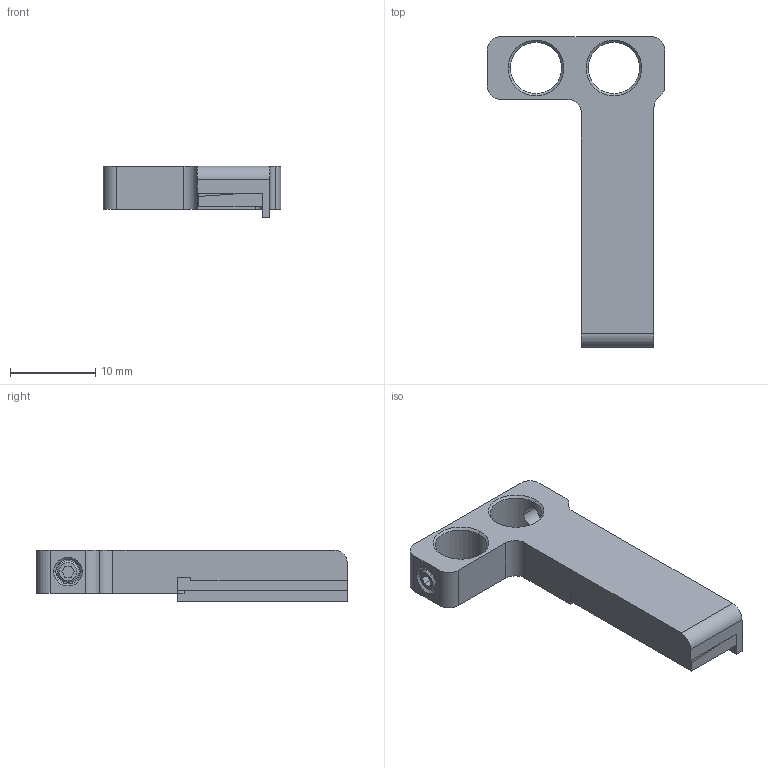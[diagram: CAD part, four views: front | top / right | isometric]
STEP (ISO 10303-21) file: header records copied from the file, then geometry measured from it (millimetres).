
FILE_DESCRIPTION(('FreeCAD Model'),'2;1');
FILE_NAME('Open CASCADE Shape Model','2025-08-10T17:26:55',(''),(''), 'Open CASCADE STEP processor 7.8','FreeCAD','Unknown');
FILE_SCHEMA(('AUTOMOTIVE_DESIGN { 1 0 10303 214 1 1 1 1 }'));
Length unit declared in the file: millimetre
Products named in the file (5): Part002; 7734-E0W037; 7734-E0W038; 7734-E0W039; 7734-E0W040
Assembly tree (4 placements, depth 2):
  Part002
    7734-E0W037
    7734-E0W038
    7734-E0W039
    7734-E0W040
Bounding box: 20.83 x 36.45 x 6.1 mm (x, y, z)
Volume: 1692.9 mm3; surface area: 1934.2 mm2
Topology: 4 solids, 4 shells, 82 faces, 204 edges, 126 vertices
Faces by surface type: plane 38, cone 24, cylinder 20
Entity records: 6002 total; most frequent: CARTESIAN_POINT 1731, DIRECTION 790, LINE 484, VECTOR 484, ORIENTED_EDGE 400, PCURVE 400, DEFINITIONAL_REPRESENTATION 400, EDGE_CURVE 200
